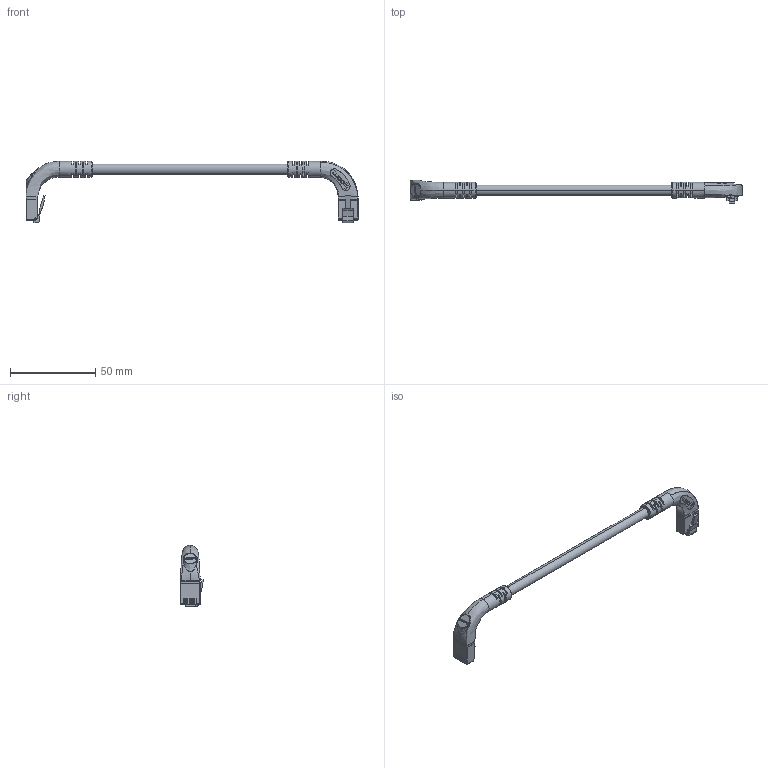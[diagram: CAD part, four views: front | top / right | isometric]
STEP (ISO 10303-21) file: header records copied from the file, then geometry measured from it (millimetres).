
FILE_DESCRIPTION (( 'STEP AP203' ), '1' );
FILE_NAME ('TRD815ZRA11.step', '2013-02-14T16:31:38', ( 'x' ), ( '' ), 'SwSTEP 2.0', 'SolidWorks 2012', '' );
FILE_SCHEMA (( 'CONFIG_CONTROL_DESIGN' ));
Length unit declared in the file: inch
Products named in the file (17): TRD815ZRA11; MTN-526; MTN-477; MTN-470; 1AD01-015; 1AD01-015-MA1; RA_RJ45_Version 2_standard entry no cable; MTN-441_with Global Connectivity logo; Pair 4; Pair 3; Pair 1; Pair 2; 1AG01-037; 1AD01-015-MA2; 1AD01-015-MA1_for assembly with molded boot; 1AG01-036; RA-RJ45-MA2_6" long
Assembly tree (18 placements, depth 4):
  TRD815ZRA11
    RA-RJ45-MA2_6" long
    RA_RJ45_Version 2_standard entry no cable
      1AG01-036
      1AD01-015-MA1_for assembly with molded boot
      1AD01-015-MA2
      1AG01-037
      Pair 2
      Pair 1
      Pair 3
      Pair 4
      MTN-441_with Global Connectivity logo
    MTN-526
      1AD01-015
        1AD01-015-MA1
        1AD01-015-MA2
      1AG01-037
      MTN-470
      MTN-477
Bounding box: 194.66 x 13.72 x 35.84 mm (x, y, z)
Volume: 6557.5 mm3; surface area: 16751.5 mm2
Topology: 19 solids, 19 shells, 1122 faces, 3142 edges, 1984 vertices
Faces by surface type: plane 633, cylinder 258, bspline 155, sphere 34, torus 30, cone 12
Entity records: 45498 total; most frequent: CARTESIAN_POINT 20056, ORIENTED_EDGE 5246, DIRECTION 4424, EDGE_CURVE 2623, LINE 1722, VECTOR 1722, VERTEX_POINT 1684, AXIS2_PLACEMENT_3D 1351
